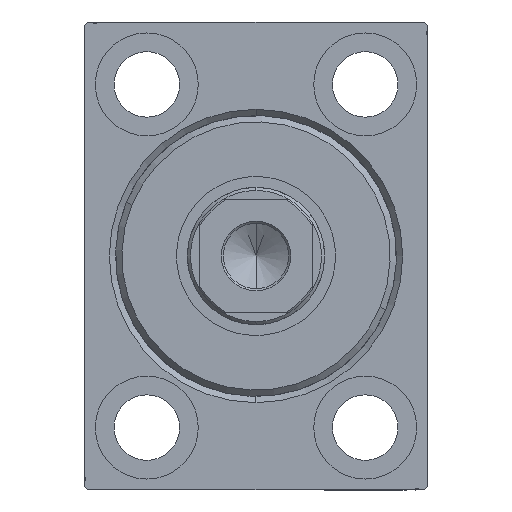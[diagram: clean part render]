
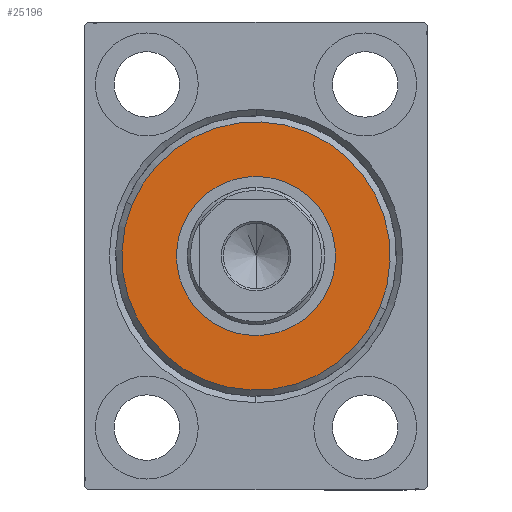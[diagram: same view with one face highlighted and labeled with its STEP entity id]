
A CAD part, left-side view. The second image highlights one B-rep face of the part: STEP entity #25196.
In plain terms, the highlighted face is planar.
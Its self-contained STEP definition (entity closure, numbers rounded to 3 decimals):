
#1217 = PLANE ( 'NONE',  #19293 ) ;
#2674 = VERTEX_POINT ( 'NONE', #4392 ) ;
#4392 = CARTESIAN_POINT ( 'NONE',  ( 3., 0., -21.5 ) ) ;
#5402 = CIRCLE ( 'NONE', #12503, 21.5 ) ;
#5971 = ORIENTED_EDGE ( 'NONE', *, *, #39500, .T. ) ;
#7638 = FACE_BOUND ( 'NONE', #28586, .T. ) ;
#8423 = DIRECTION ( 'NONE',  ( 0., 0., -1. ) ) ;
#11225 = CARTESIAN_POINT ( 'NONE',  ( 3., 0., 21.5 ) ) ;
#11435 = CARTESIAN_POINT ( 'NONE',  ( 3., 0., 0. ) ) ;
#11512 = AXIS2_PLACEMENT_3D ( 'NONE', #41497, #14258, #34852 ) ;
#12503 = AXIS2_PLACEMENT_3D ( 'NONE', #11435, #38472, #38924 ) ;
#12910 = DIRECTION ( 'NONE',  ( 1., 0., 0. ) ) ;
#13202 = VERTEX_POINT ( 'NONE', #36731 ) ;
#14258 = DIRECTION ( 'NONE',  ( -1., 0., 0. ) ) ;
#14956 = DIRECTION ( 'NONE',  ( 1., 0., 0. ) ) ;
#15233 = ORIENTED_EDGE ( 'NONE', *, *, #36591, .T. ) ;
#16316 = EDGE_LOOP ( 'NONE', ( #15233, #5971 ) ) ;
#17963 = AXIS2_PLACEMENT_3D ( 'NONE', #25711, #42309, #8423 ) ;
#19293 = AXIS2_PLACEMENT_3D ( 'NONE', #20939, #14956, #32024 ) ;
#19562 = CARTESIAN_POINT ( 'NONE',  ( 3., 0., 0. ) ) ;
#20224 = ORIENTED_EDGE ( 'NONE', *, *, #28745, .T. ) ;
#20434 = DIRECTION ( 'NONE',  ( 0., 0., -1. ) ) ;
#20939 = CARTESIAN_POINT ( 'NONE',  ( 3., 0., 0. ) ) ;
#25196 = ADVANCED_FACE ( 'NONE', ( #38233, #7638 ), #1217, .T. ) ;
#25711 = CARTESIAN_POINT ( 'NONE',  ( 3., 0., 0. ) ) ;
#26892 = EDGE_CURVE ( 'NONE', #31765, #13202, #31353, .T. ) ;
#28586 = EDGE_LOOP ( 'NONE', ( #20224, #34821 ) ) ;
#28745 = EDGE_CURVE ( 'NONE', #13202, #31765, #32843, .T. ) ;
#28871 = CIRCLE ( 'NONE', #35214, 21.5 ) ;
#31353 = CIRCLE ( 'NONE', #11512, 12.75 ) ;
#31765 = VERTEX_POINT ( 'NONE', #39618 ) ;
#32024 = DIRECTION ( 'NONE',  ( 0., 0., -1. ) ) ;
#32843 = CIRCLE ( 'NONE', #17963, 12.75 ) ;
#34821 = ORIENTED_EDGE ( 'NONE', *, *, #26892, .T. ) ;
#34852 = DIRECTION ( 'NONE',  ( 0., 0., -1. ) ) ;
#35214 = AXIS2_PLACEMENT_3D ( 'NONE', #19562, #12910, #20434 ) ;
#36591 = EDGE_CURVE ( 'NONE', #43741, #2674, #5402, .T. ) ;
#36731 = CARTESIAN_POINT ( 'NONE',  ( 3., 0., 12.75 ) ) ;
#38233 = FACE_OUTER_BOUND ( 'NONE', #16316, .T. ) ;
#38472 = DIRECTION ( 'NONE',  ( 1., 0., 0. ) ) ;
#38924 = DIRECTION ( 'NONE',  ( 0., 0., -1. ) ) ;
#39500 = EDGE_CURVE ( 'NONE', #2674, #43741, #28871, .T. ) ;
#39618 = CARTESIAN_POINT ( 'NONE',  ( 3., 0., -12.75 ) ) ;
#41497 = CARTESIAN_POINT ( 'NONE',  ( 3., 0., 0. ) ) ;
#42309 = DIRECTION ( 'NONE',  ( -1., 0., 0. ) ) ;
#43741 = VERTEX_POINT ( 'NONE', #11225 ) ;
